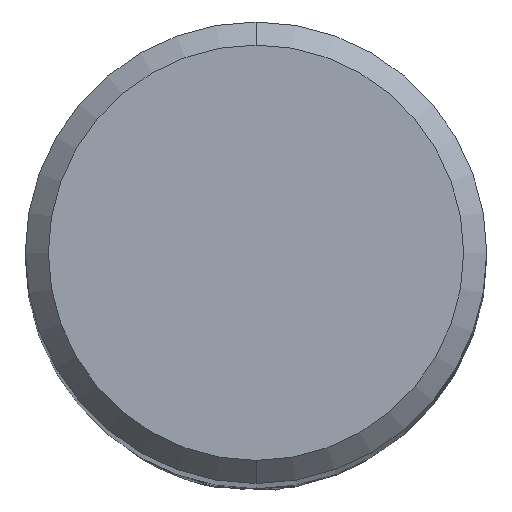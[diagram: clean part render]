
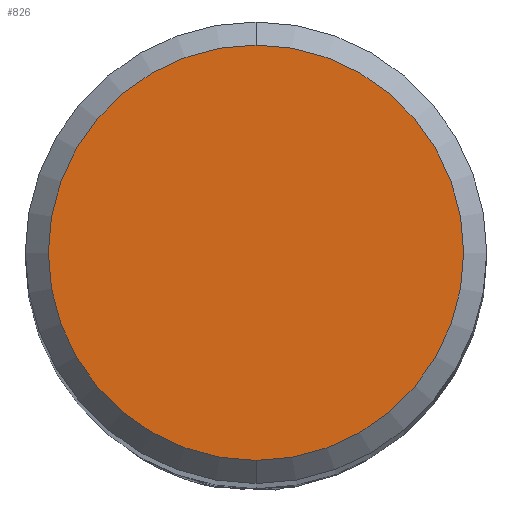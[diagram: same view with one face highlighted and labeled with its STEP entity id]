
A CAD part, top view. The second image highlights one B-rep face of the part: STEP entity #826.
In plain terms, the highlighted planar face has unit normal (0, 0, 1).
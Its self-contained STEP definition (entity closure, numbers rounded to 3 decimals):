
#454=EDGE_CURVE('',#920,#986,#1159,.T.);
#746=EDGE_CURVE('',#986,#920,#1476,.T.);
#826=ADVANCED_FACE('',(#1564),#1565,.T.);
#920=VERTEX_POINT('',#1666);
#986=VERTEX_POINT('',#1741);
#1159=CIRCLE('',#3233,4.5);
#1476=CIRCLE('',#6997,4.5);
#1564=FACE_OUTER_BOUND('',#11919,.T.);
#1565=PLANE('',#11920);
#1666=CARTESIAN_POINT('',(0.0,4.5,0.0));
#1741=CARTESIAN_POINT('',(0.,-4.5,0.0));
#3233=AXIS2_PLACEMENT_3D('',#18764,#18765,#18766);
#6997=AXIS2_PLACEMENT_3D('',#19043,#19044,#19045);
#11919=EDGE_LOOP('',(#19141,#19142));
#11920=AXIS2_PLACEMENT_3D('',#19143,#19144,#19145);
#18764=CARTESIAN_POINT('',(0.0,0.0,0.0));
#18765=DIRECTION('',(0.0,0.0,-1.0));
#18766=DIRECTION('',(0.0,1.0,0.0));
#19043=CARTESIAN_POINT('',(0.0,0.0,0.0));
#19044=DIRECTION('',(0.0,0.0,-1.0));
#19045=DIRECTION('',(0.0,1.0,0.0));
#19141=ORIENTED_EDGE('',*,*,#454,.F.);
#19142=ORIENTED_EDGE('',*,*,#746,.F.);
#19143=CARTESIAN_POINT('',(0.0,2.25,0.0));
#19144=DIRECTION('',(-0.0,0.0,1.0));
#19145=DIRECTION('',(0.0,-1.0,0.0));
